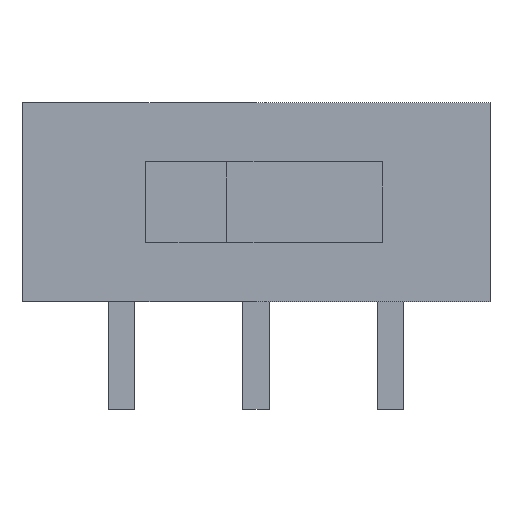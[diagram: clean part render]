
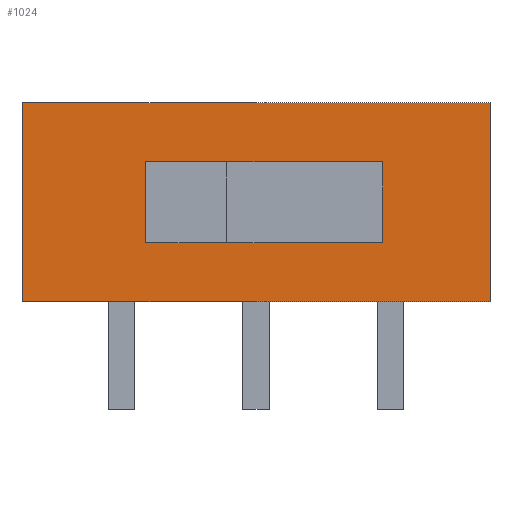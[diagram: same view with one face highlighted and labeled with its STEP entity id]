
A CAD part, front view. The second image highlights one B-rep face of the part: STEP entity #1024.
In plain terms, the highlighted planar face has unit normal (0, -1, 0).
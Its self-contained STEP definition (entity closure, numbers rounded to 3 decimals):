
#999 = VERTEX_POINT('',#1000);
#1000 = CARTESIAN_POINT('',(6.9,-5.6,0.));
#1006 = EDGE_CURVE('',#1007,#999,#1009,.T.);
#1007 = VERTEX_POINT('',#1008);
#1008 = CARTESIAN_POINT('',(-1.8,-5.6,0.));
#1009 = LINE('',#1010,#1011);
#1010 = CARTESIAN_POINT('',(-1.8,-5.6,0.));
#1011 = VECTOR('',#1012,1.);
#1012 = DIRECTION('',(1.,0.,0.));
#1024 = ADVANCED_FACE('',(#1025,#1050),#1084,.T.);
#1025 = FACE_BOUND('',#1026,.T.);
#1026 = EDGE_LOOP('',(#1027,#1035,#1043,#1049));
#1027 = ORIENTED_EDGE('',*,*,#1028,.T.);
#1028 = EDGE_CURVE('',#999,#1029,#1031,.T.);
#1029 = VERTEX_POINT('',#1030);
#1030 = CARTESIAN_POINT('',(6.9,-5.6,
    3.7));
#1031 = LINE('',#1032,#1033);
#1032 = CARTESIAN_POINT('',(6.9,-5.6,0.));
#1033 = VECTOR('',#1034,1.);
#1034 = DIRECTION('',(0.,0.,1.));
#1035 = ORIENTED_EDGE('',*,*,#1036,.T.);
#1036 = EDGE_CURVE('',#1029,#1037,#1039,.T.);
#1037 = VERTEX_POINT('',#1038);
#1038 = CARTESIAN_POINT('',(-1.8,-5.6,
    3.7));
#1039 = LINE('',#1040,#1041);
#1040 = CARTESIAN_POINT('',(6.9,-5.6,
    3.7));
#1041 = VECTOR('',#1042,1.);
#1042 = DIRECTION('',(-1.,0.,0.));
#1043 = ORIENTED_EDGE('',*,*,#1044,.T.);
#1044 = EDGE_CURVE('',#1037,#1007,#1045,.T.);
#1045 = LINE('',#1046,#1047);
#1046 = CARTESIAN_POINT('',(-1.8,-5.6,
    3.7));
#1047 = VECTOR('',#1048,1.);
#1048 = DIRECTION('',(0.,0.,-1.));
#1049 = ORIENTED_EDGE('',*,*,#1006,.T.);
#1050 = FACE_BOUND('',#1051,.T.);
#1051 = EDGE_LOOP('',(#1052,#1062,#1070,#1078));
#1052 = ORIENTED_EDGE('',*,*,#1053,.F.);
#1053 = EDGE_CURVE('',#1054,#1056,#1058,.T.);
#1054 = VERTEX_POINT('',#1055);
#1055 = CARTESIAN_POINT('',(4.902,-5.6,
    1.098));
#1056 = VERTEX_POINT('',#1057);
#1057 = CARTESIAN_POINT('',(4.902,-5.6,
    2.603));
#1058 = LINE('',#1059,#1060);
#1059 = CARTESIAN_POINT('',(4.902,-5.6,
    1.098));
#1060 = VECTOR('',#1061,1.);
#1061 = DIRECTION('',(0.,0.,1.));
#1062 = ORIENTED_EDGE('',*,*,#1063,.F.);
#1063 = EDGE_CURVE('',#1064,#1054,#1066,.T.);
#1064 = VERTEX_POINT('',#1065);
#1065 = CARTESIAN_POINT('',(0.497,-5.6,
    1.098));
#1066 = LINE('',#1067,#1068);
#1067 = CARTESIAN_POINT('',(0.497,-5.6,
    1.098));
#1068 = VECTOR('',#1069,1.);
#1069 = DIRECTION('',(1.,0.,0.));
#1070 = ORIENTED_EDGE('',*,*,#1071,.F.);
#1071 = EDGE_CURVE('',#1072,#1064,#1074,.T.);
#1072 = VERTEX_POINT('',#1073);
#1073 = CARTESIAN_POINT('',(0.497,-5.6,
    2.603));
#1074 = LINE('',#1075,#1076);
#1075 = CARTESIAN_POINT('',(0.497,-5.6,
    2.603));
#1076 = VECTOR('',#1077,1.);
#1077 = DIRECTION('',(0.,0.,-1.));
#1078 = ORIENTED_EDGE('',*,*,#1079,.F.);
#1079 = EDGE_CURVE('',#1056,#1072,#1080,.T.);
#1080 = LINE('',#1081,#1082);
#1081 = CARTESIAN_POINT('',(4.902,-5.6,
    2.603));
#1082 = VECTOR('',#1083,1.);
#1083 = DIRECTION('',(-1.,0.,0.));
#1084 = PLANE('',#1085);
#1085 = AXIS2_PLACEMENT_3D('',#1086,#1087,#1088);
#1086 = CARTESIAN_POINT('',(2.55,-5.6,
    1.85));
#1087 = DIRECTION('',(-0.,-1.,-0.));
#1088 = DIRECTION('',(0.,0.,-1.));
